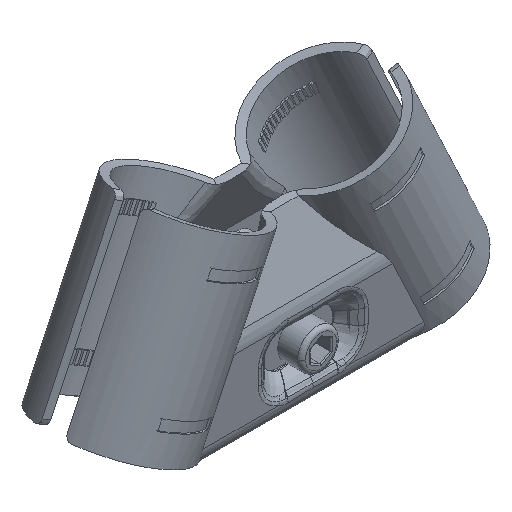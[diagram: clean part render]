
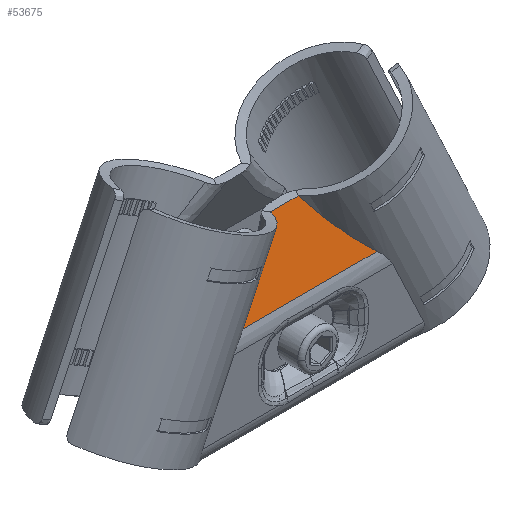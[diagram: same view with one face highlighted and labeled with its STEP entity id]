
A CAD part, isometric view. The second image highlights one B-rep face of the part: STEP entity #53675.
In plain terms, the highlighted planar face has unit normal (0, -0.923, 0.385).
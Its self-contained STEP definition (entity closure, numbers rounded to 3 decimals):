
#936 = CARTESIAN_POINT ( 'NONE',  ( 9.782, -11.922, -21.638 ) ) ;
#1440 = EDGE_CURVE ( 'NONE', #39751, #26946, #16934, .T. ) ;
#1544 = AXIS2_PLACEMENT_3D ( 'NONE', #6444, #2818, #49039 ) ;
#2818 = DIRECTION ( 'NONE',  ( 0., -0.923, 0.385 ) ) ;
#4514 = VECTOR ( 'NONE', #50926, 1000. ) ;
#4903 = CARTESIAN_POINT ( 'NONE',  ( -16.96, -15.015, -29.052 ) ) ;
#5860 = CARTESIAN_POINT ( 'NONE',  ( -11.319, -12.658, -23.404 ) ) ;
#6444 = CARTESIAN_POINT ( 'NONE',  ( 0., -12.135, -22.15 ) ) ;
#7248 = ORIENTED_EDGE ( 'NONE', *, *, #1440, .T. ) ;
#8187 = VERTEX_POINT ( 'NONE', #11063 ) ;
#9703 = EDGE_CURVE ( 'NONE', #28217, #8187, #10277, .T. ) ;
#10001 = CARTESIAN_POINT ( 'NONE',  ( -14.672, -14.137, -26.946 ) ) ;
#10276 = CARTESIAN_POINT ( 'NONE',  ( -9.748, -11.905, -21.598 ) ) ;
#10277 = B_SPLINE_CURVE_WITH_KNOTS ( 'NONE', 3,
 ( #20189, #37200, #16328, #45272 ),
 .UNSPECIFIED., .F., .F.,
 ( 4, 4 ),
 ( 0., 1. ),
 .UNSPECIFIED. ) ;
#11063 = CARTESIAN_POINT ( 'NONE',  ( 3.5, -8.485, -13.4 ) ) ;
#12387 = CARTESIAN_POINT ( 'NONE',  ( 9.876, -11.968, -21.749 ) ) ;
#12931 = CARTESIAN_POINT ( 'NONE',  ( 7.597, -10.845, -19.057 ) ) ;
#13195 = CARTESIAN_POINT ( 'NONE',  ( 9.752, -11.908, -21.604 ) ) ;
#16328 = CARTESIAN_POINT ( 'NONE',  ( 1.167, -8.485, -13.4 ) ) ;
#16934 = LINE ( 'NONE', #37850, #4514 ) ;
#17913 = CARTESIAN_POINT ( 'NONE',  ( 5.516, -9.706, -16.326 ) ) ;
#19158 = B_SPLINE_CURVE_WITH_KNOTS ( 'NONE', 3,
 ( #48446, #23077, #10001, #43992, #19187, #5860, #53213, #40087, #32003, #52932, #35631, #22806, #52647, #31449, #10276, #50114, #40910, #29188 ),
 .UNSPECIFIED., .F., .F.,
 ( 4, 2, 2, 1, 1, 1, 1, 1, 1, 2, 2, 4 ),
 ( 0., 0.25, 0.375, 0.437, 0.469, 0.484, 0.492, 0.496, 0.498, 0.499, 0.5, 1. ),
 .UNSPECIFIED. ) ;
#19187 = CARTESIAN_POINT ( 'NONE',  ( -12.251, -13.087, -24.432 ) ) ;
#19222 = FACE_OUTER_BOUND ( 'NONE', #28600, .T. ) ;
#20189 = CARTESIAN_POINT ( 'NONE',  ( -3.5, -8.485, -13.4 ) ) ;
#20980 = CARTESIAN_POINT ( 'NONE',  ( 10.008, -12.033, -21.904 ) ) ;
#21055 = CARTESIAN_POINT ( 'NONE',  ( -3.5, -8.485, -13.4 ) ) ;
#21527 = CARTESIAN_POINT ( 'NONE',  ( 10.271, -12.161, -22.211 ) ) ;
#21809 = CARTESIAN_POINT ( 'NONE',  ( 9.81, -11.936, -21.671 ) ) ;
#22076 = CARTESIAN_POINT ( 'NONE',  ( 15.76, -14.571, -27.99 ) ) ;
#22806 = CARTESIAN_POINT ( 'NONE',  ( -9.779, -11.92, -21.635 ) ) ;
#23077 = CARTESIAN_POINT ( 'NONE',  ( -15.84, -14.601, -28.061 ) ) ;
#23118 = PLANE ( 'NONE',  #1544 ) ;
#25733 = CARTESIAN_POINT ( 'NONE',  ( 10.798, -12.415, -22.819 ) ) ;
#26946 = VERTEX_POINT ( 'NONE', #48232 ) ;
#28217 = VERTEX_POINT ( 'NONE', #21055 ) ;
#28600 = EDGE_LOOP ( 'NONE', ( #31523, #39054, #53041, #7248 ) ) ;
#29188 = CARTESIAN_POINT ( 'NONE',  ( -3.5, -8.485, -13.4 ) ) ;
#30171 = CARTESIAN_POINT ( 'NONE',  ( 3.5, -8.485, -13.4 ) ) ;
#30443 = CARTESIAN_POINT ( 'NONE',  ( 16.96, -15.015, -29.052 ) ) ;
#31449 = CARTESIAN_POINT ( 'NONE',  ( -9.754, -11.908, -21.605 ) ) ;
#31523 = ORIENTED_EDGE ( 'NONE', *, *, #49426, .T. ) ;
#32003 = CARTESIAN_POINT ( 'NONE',  ( -10.022, -12.04, -21.92 ) ) ;
#34651 = CARTESIAN_POINT ( 'NONE',  ( 11.852, -12.91, -24.006 ) ) ;
#35631 = CARTESIAN_POINT ( 'NONE',  ( -9.814, -11.938, -21.676 ) ) ;
#37200 = CARTESIAN_POINT ( 'NONE',  ( -1.167, -8.485, -13.4 ) ) ;
#37850 = CARTESIAN_POINT ( 'NONE',  ( -16.96, -15.015, -29.052 ) ) ;
#39054 = ORIENTED_EDGE ( 'NONE', *, *, #9703, .F. ) ;
#39095 = CARTESIAN_POINT ( 'NONE',  ( 13.958, -13.85, -26.26 ) ) ;
#39751 = VERTEX_POINT ( 'NONE', #4903 ) ;
#40087 = CARTESIAN_POINT ( 'NONE',  ( -10.299, -12.174, -22.243 ) ) ;
#40910 = CARTESIAN_POINT ( 'NONE',  ( -5.703, -9.82, -16.598 ) ) ;
#43992 = CARTESIAN_POINT ( 'NONE',  ( -12.863, -13.36, -25.084 ) ) ;
#45272 = CARTESIAN_POINT ( 'NONE',  ( 3.5, -8.485, -13.4 ) ) ;
#47153 = CARTESIAN_POINT ( 'NONE',  ( 9.763, -11.913, -21.616 ) ) ;
#48206 = EDGE_CURVE ( 'NONE', #39751, #28217, #19158, .T. ) ;
#48232 = CARTESIAN_POINT ( 'NONE',  ( 16.96, -15.015, -29.052 ) ) ;
#48446 = CARTESIAN_POINT ( 'NONE',  ( -16.96, -15.015, -29.052 ) ) ;
#49039 = DIRECTION ( 'NONE',  ( -1., 0., 0. ) ) ;
#49426 = EDGE_CURVE ( 'NONE', #26946, #8187, #54339, .T. ) ;
#50114 = CARTESIAN_POINT ( 'NONE',  ( -7.814, -10.954, -19.316 ) ) ;
#50926 = DIRECTION ( 'NONE',  ( 1., 0., 0. ) ) ;
#52647 = CARTESIAN_POINT ( 'NONE',  ( -9.764, -11.913, -21.617 ) ) ;
#52932 = CARTESIAN_POINT ( 'NONE',  ( -9.883, -11.972, -21.757 ) ) ;
#53041 = ORIENTED_EDGE ( 'NONE', *, *, #48206, .F. ) ;
#53213 = CARTESIAN_POINT ( 'NONE',  ( -10.851, -12.439, -22.878 ) ) ;
#53675 = ADVANCED_FACE ( 'NONE', ( #19222 ), #23118, .T. ) ;
#54339 = B_SPLINE_CURVE_WITH_KNOTS ( 'NONE', 3,
 ( #30443, #22076, #39095, #34651, #25733, #21527, #20980, #12387, #21809, #936, #47153, #13195, #12931, #17913, #30171 ),
 .UNSPECIFIED., .F., .F.,
 ( 4, 1, 1, 1, 1, 1, 1, 1, 2, 2, 4 ),
 ( 0., 0.25, 0.375, 0.438, 0.469, 0.484, 0.492, 0.496, 0.498, 0.5, 1. ),
 .UNSPECIFIED. ) ;
